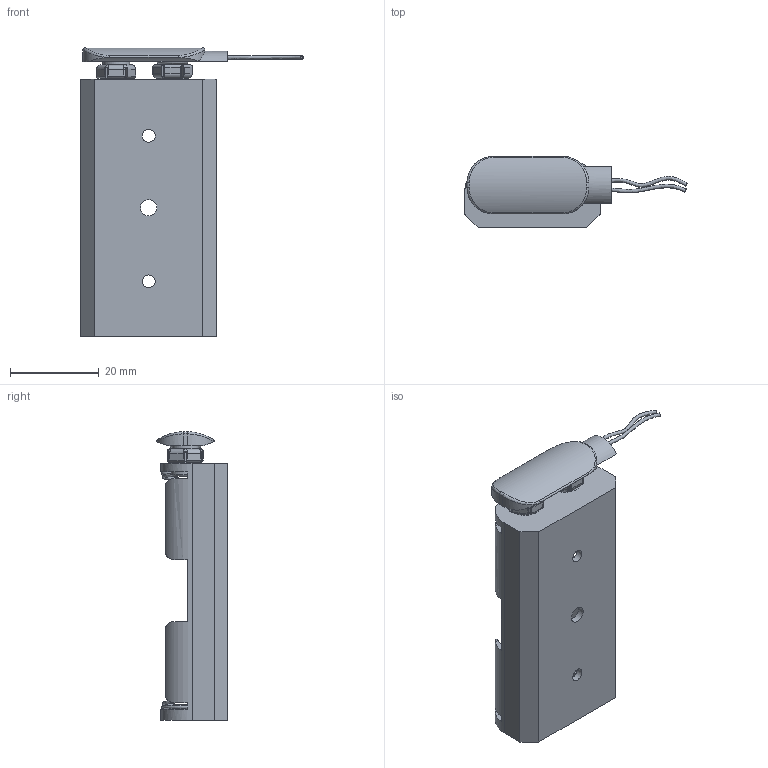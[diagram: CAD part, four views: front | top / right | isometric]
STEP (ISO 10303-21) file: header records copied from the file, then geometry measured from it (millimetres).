
FILE_DESCRIPTION((''),'2;1');
FILE_NAME('34165574_BH 2MN.stp','2010-03-08T13:05:41',('haertel'),(''),'Autodesk Inventor 2010','Autodesk Inventor 2010','');
FILE_SCHEMA(('AUTOMOTIVE_DESIGN { 1 0 10303 214 1 1 1 1 }'));
Length unit declared in the file: millimetre
Products named in the file (9): 34165574_BH 2MN; PART1; PART4; PART5; PART3; 34165578_BH 9V-CLIP; PART2
Assembly tree (8 placements, depth 3):
  34165574_BH 2MN
    PART1
    PART4
    PART5
    PART3
    34165578_BH 9V-CLIP
      PART2
      PART5
      PART4
Bounding box: 50.17 x 16 x 65.1 mm (x, y, z)
Volume: 6326.2 mm3; surface area: 10159.6 mm2
Topology: 8 solids, 8 shells, 319 faces, 851 edges, 546 vertices
Faces by surface type: plane 165, cylinder 113, torus 16, bspline 13, sphere 12
Full cylindrical faces by diameter (mm): 0.7 x2, 2 x3, 2.5 x1, 2.9 x2, 3.5 x1, 3.7 x1, 4 x7, 4.4 x2, 5.8 x2, 6 x2, 6.5 x2, 7 x2, 7.5 x4
Entity records: 13514 total; most frequent: CARTESIAN_POINT 5594, DIRECTION 1594, ORIENTED_EDGE 1560, EDGE_CURVE 780, AXIS2_PLACEMENT_3D 596, VERTEX_POINT 534, EDGE_LOOP 406, VECTOR 402
